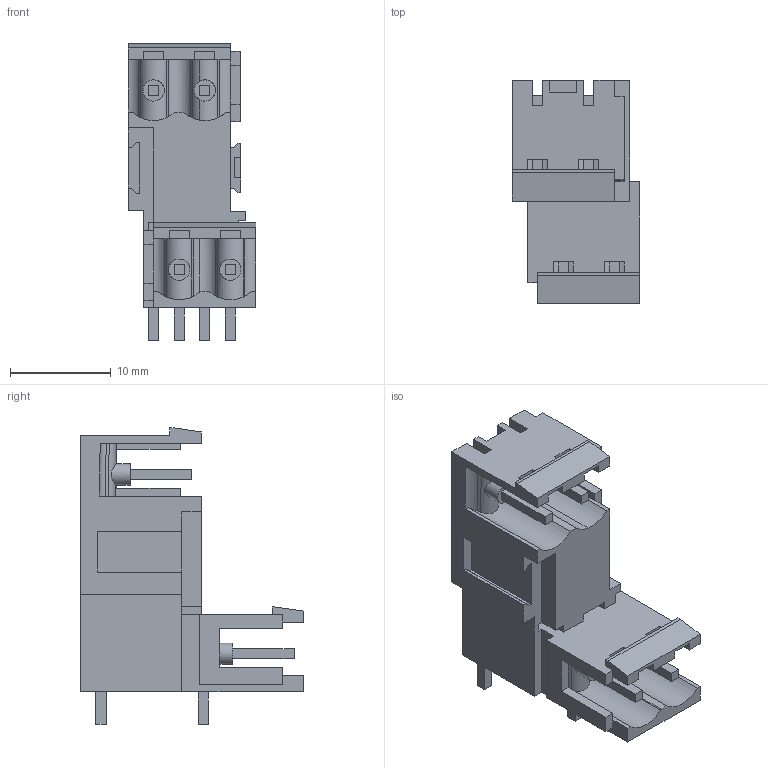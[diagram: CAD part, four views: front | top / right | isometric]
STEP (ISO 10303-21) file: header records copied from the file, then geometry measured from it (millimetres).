
FILE_DESCRIPTION(('CATIA V5R22 STEP214','CAx-IF Rec.Pracs.--- Model Styling and Organization---1.4--- 2014-01-23'),'2;1');
FILE_NAME ('D1454929_1_1725170000_1725170000.stp','2023-03-17T12:51:32+00:00',('none'),('Weidmueller'),'CATIA Version 5-6 Release 2016 SP3 HF44','CATIA V5 STEP AP214','none');
FILE_SCHEMA(('AUTOMOTIVE_DESIGN { 1 0 10303 214 1 1 1 1 }'));
Length unit declared in the file: millimetre
Products named in the file (1): 1725170000
Bounding box: 12.7 x 22.16 x 29.41 mm (x, y, z)
Volume: 2406.2 mm3; surface area: 3424.2 mm2
Topology: 5 solids, 5 shells, 215 faces, 647 edges, 431 vertices
Faces by surface type: plane 183, cylinder 32
Entity records: 7328 total; most frequent: CARTESIAN_POINT 1687, ORIENTED_EDGE 1294, DIRECTION 956, EDGE_CURVE 647, VECTOR 564, LINE 564, VERTEX_POINT 431, EDGE_LOOP 224
